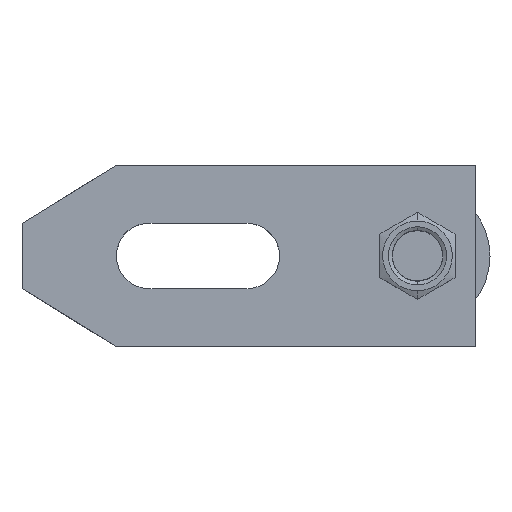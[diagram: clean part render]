
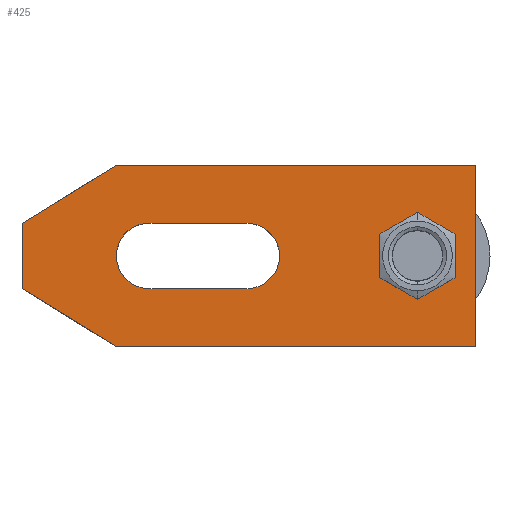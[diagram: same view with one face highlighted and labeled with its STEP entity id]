
A CAD part, top view. The second image highlights one B-rep face of the part: STEP entity #425.
In plain terms, the highlighted planar face has unit normal (0, 0, 1).
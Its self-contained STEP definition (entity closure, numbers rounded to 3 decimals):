
#383=EDGE_CURVE('',#543,#1043,#1076,.T.);
#411=EDGE_CURVE('',#1043,#543,#1105,.T.);
#425=ADVANCED_FACE('',(#1121,#1122,#1123),#1124,.T.);
#429=EDGE_CURVE('',#455,#919,#1128,.T.);
#455=VERTEX_POINT('',#1157);
#459=EDGE_CURVE('',#495,#455,#1161,.T.);
#493=EDGE_CURVE('',#519,#495,#1199,.T.);
#495=VERTEX_POINT('',#1201);
#511=VERTEX_POINT('',#1217);
#519=VERTEX_POINT('',#1226);
#543=VERTEX_POINT('',#1252);
#565=VERTEX_POINT('',#1274);
#665=VERTEX_POINT('',#1386);
#683=EDGE_CURVE('',#945,#1007,#1405,.T.);
#743=VERTEX_POINT('',#1477);
#769=EDGE_CURVE('',#743,#519,#1505,.T.);
#823=EDGE_CURVE('',#665,#945,#1565,.T.);
#861=EDGE_CURVE('',#1007,#511,#1609,.T.);
#919=VERTEX_POINT('',#1669);
#945=VERTEX_POINT('',#1697);
#947=EDGE_CURVE('',#919,#565,#1699,.T.);
#1007=VERTEX_POINT('',#1767);
#1025=EDGE_CURVE('',#511,#665,#1787,.T.);
#1037=EDGE_CURVE('',#565,#743,#1803,.T.);
#1043=VERTEX_POINT('',#1809);
#1076=CIRCLE('',#1839,8.0);
#1105=CIRCLE('',#1883,8.0);
#1121=FACE_BOUND('',#1902,.T.);
#1122=FACE_BOUND('',#1903,.T.);
#1123=FACE_OUTER_BOUND('',#1904,.T.);
#1124=PLANE('',#1905);
#1128=LINE('',#1910,#1911);
#1157=CARTESIAN_POINT('',(125.0,25.0,25.0));
#1161=LINE('',#1964,#1965);
#1199=LINE('',#2035,#2036);
#1201=CARTESIAN_POINT('',(26.0,25.0,25.0));
#1217=CARTESIAN_POINT('',(35.0,-9.0,25.0));
#1226=CARTESIAN_POINT('',(0.0,9.,25.0));
#1252=CARTESIAN_POINT('',(101.0,0.,25.0));
#1274=CARTESIAN_POINT('',(26.0,-25.0,25.0));
#1386=CARTESIAN_POINT('',(35.0,9.0,25.0));
#1405=CIRCLE('',#2376,9.0);
#1477=CARTESIAN_POINT('',(0.0,-9.,25.0));
#1505=LINE('',#2514,#2515);
#1565=LINE('',#2614,#2615);
#1609=LINE('',#2682,#2683);
#1669=CARTESIAN_POINT('',(125.0,-25.0,25.0));
#1697=CARTESIAN_POINT('',(62.0,9.0,25.0));
#1699=LINE('',#2808,#2809);
#1767=CARTESIAN_POINT('',(62.0,-9.0,25.0));
#1787=CIRCLE('',#2922,9.0);
#1803=LINE('',#2941,#2942);
#1809=CARTESIAN_POINT('',(117.0,0.,25.0));
#1839=AXIS2_PLACEMENT_3D('',#2968,#2969,#2970);
#1883=AXIS2_PLACEMENT_3D('',#2988,#2989,#2990);
#1902=EDGE_LOOP('',(#3008,#3009));
#1903=EDGE_LOOP('',(#3010,#3011,#3012,#3013));
#1904=EDGE_LOOP('',(#3014,#3015,#3016,#3017,#3018,#3019));
#1905=AXIS2_PLACEMENT_3D('',#3020,#3021,#3022);
#1910=CARTESIAN_POINT('',(125.0,-25.0,25.0));
#1911=VECTOR('',#3023,1.0);
#1964=CARTESIAN_POINT('',(125.0,25.0,25.0));
#1965=VECTOR('',#3059,1.0);
#2035=CARTESIAN_POINT('',(26.0,25.0,25.0));
#2036=VECTOR('',#3104,1.0);
#2376=AXIS2_PLACEMENT_3D('',#3298,#3299,#3300);
#2514=CARTESIAN_POINT('',(0.0,9.,25.0));
#2515=VECTOR('',#3433,1.0);
#2614=CARTESIAN_POINT('',(51.122,9.0,25.0));
#2615=VECTOR('',#3510,1.0);
#2682=CARTESIAN_POINT('',(64.622,-9.0,25.0));
#2683=VECTOR('',#3565,1.0);
#2808=CARTESIAN_POINT('',(26.0,-25.0,25.0));
#2809=VECTOR('',#3632,1.0);
#2922=AXIS2_PLACEMENT_3D('',#3725,#3726,#3727);
#2941=CARTESIAN_POINT('',(0.0,-9.,25.0));
#2942=VECTOR('',#3765,1.0);
#2968=CARTESIAN_POINT('',(109.0,0.0,25.0));
#2969=DIRECTION('',(0.0,0.0,-1.0));
#2970=DIRECTION('',(-1.0,0.,0.0));
#2988=CARTESIAN_POINT('',(109.0,0.0,25.0));
#2989=DIRECTION('',(0.0,0.0,-1.0));
#2990=DIRECTION('',(-1.0,0.,0.0));
#3008=ORIENTED_EDGE('',*,*,#383,.T.);
#3009=ORIENTED_EDGE('',*,*,#411,.T.);
#3010=ORIENTED_EDGE('',*,*,#1025,.T.);
#3011=ORIENTED_EDGE('',*,*,#823,.T.);
#3012=ORIENTED_EDGE('',*,*,#683,.T.);
#3013=ORIENTED_EDGE('',*,*,#861,.T.);
#3014=ORIENTED_EDGE('',*,*,#947,.F.);
#3015=ORIENTED_EDGE('',*,*,#429,.F.);
#3016=ORIENTED_EDGE('',*,*,#459,.F.);
#3017=ORIENTED_EDGE('',*,*,#493,.F.);
#3018=ORIENTED_EDGE('',*,*,#769,.F.);
#3019=ORIENTED_EDGE('',*,*,#1037,.F.);
#3020=CARTESIAN_POINT('',(67.244,0.,25.0));
#3021=DIRECTION('',(0.0,0.0,1.0));
#3022=DIRECTION('',(1.0,0.0,0.0));
#3023=DIRECTION('',(0.0,-1.0,0.0));
#3059=DIRECTION('',(1.0,0.0,0.0));
#3104=DIRECTION('',(0.852,0.524,0.0));
#3298=CARTESIAN_POINT('',(62.0,0.0,25.0));
#3299=DIRECTION('',(0.0,0.0,-1.0));
#3300=DIRECTION('',(0.0,1.0,0.0));
#3433=DIRECTION('',(0.0,1.0,0.0));
#3510=DIRECTION('',(1.0,0.0,0.0));
#3565=DIRECTION('',(-1.0,0.0,0.0));
#3632=DIRECTION('',(-1.0,0.0,0.0));
#3725=CARTESIAN_POINT('',(35.0,0.0,25.0));
#3726=DIRECTION('',(0.0,0.0,-1.0));
#3727=DIRECTION('',(0.0,-1.0,0.0));
#3765=DIRECTION('',(-0.852,0.524,0.0));
